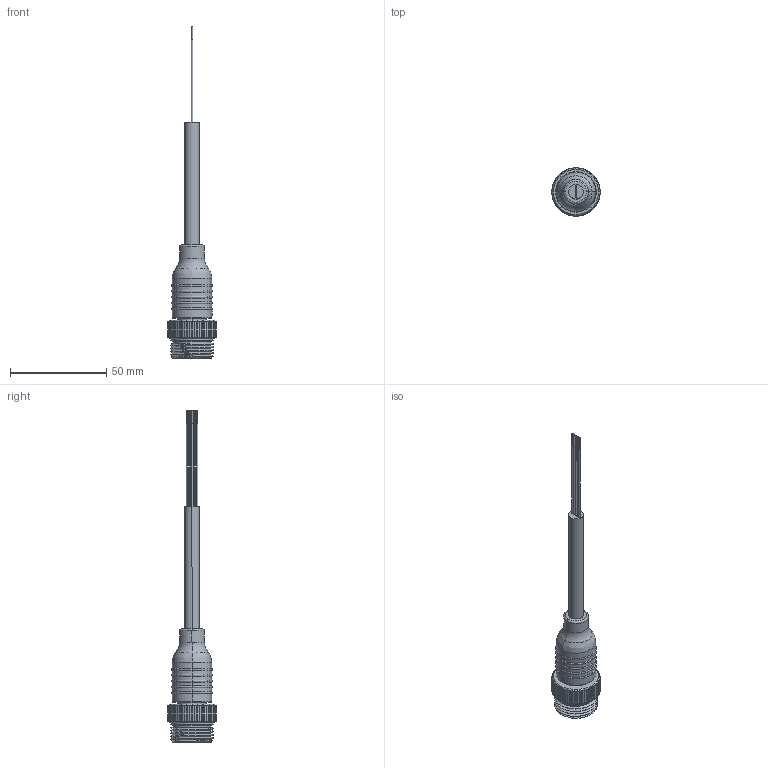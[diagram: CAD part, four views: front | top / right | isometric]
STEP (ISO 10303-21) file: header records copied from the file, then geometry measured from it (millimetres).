
FILE_DESCRIPTION((''),'2;1');
FILE_NAME('247641_SM01_ASM','2026-03-27T14:59:57',('banengservice'),('BANNER ENGINEERING'),'CREO PARAMETRIC BY PTC INC, 2022414','CREO PARAMETRIC BY PTC INC, 2022414','');
FILE_SCHEMA(('CONFIG_CONTROL_DESIGN'));
Length unit declared in the file: millimetre
Products named in the file (2): 247641_EP01; 247641_SM01_ASM
Assembly tree (1 placements, depth 2):
  247641_SM01_ASM
    247641_EP01
Bounding box: 25 x 25 x 172.1 mm (x, y, z)
Volume: 19691.7 mm3; surface area: 10357.8 mm2
Topology: 2 solids, 2 shells, 345 faces, 892 edges, 569 vertices
Faces by surface type: plane 153, cylinder 140, torus 26, sphere 10, cone 10, bspline 6
Entity records: 12826 total; most frequent: CARTESIAN_POINT 4653, ORIENTED_EDGE 1764, DIRECTION 1622, EDGE_CURVE 882, AXIS2_PLACEMENT_3D 671, VERTEX_POINT 569, EDGE_LOOP 375, FACE_OUTER_BOUND 345
